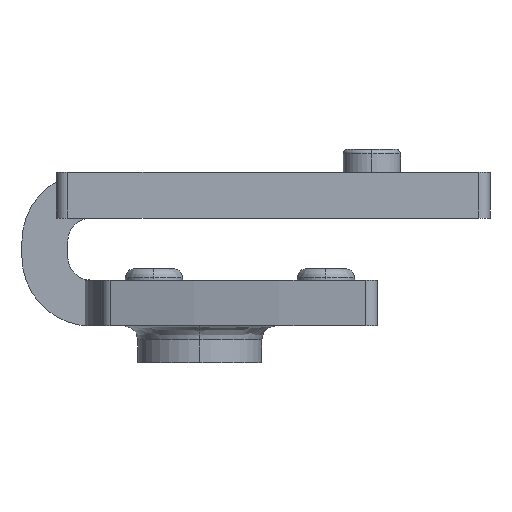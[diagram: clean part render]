
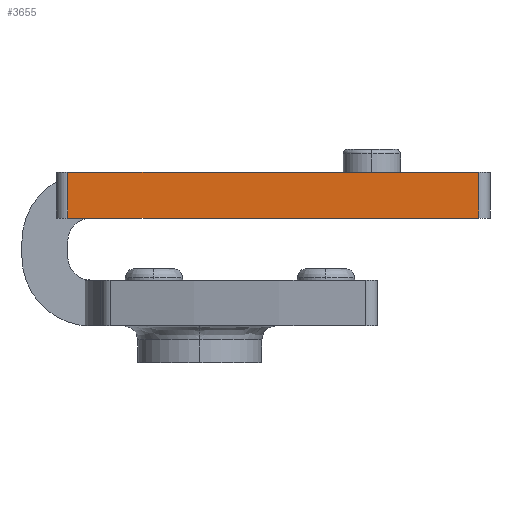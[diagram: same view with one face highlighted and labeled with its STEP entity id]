
A CAD part, left-side view. The second image highlights one B-rep face of the part: STEP entity #3655.
In plain terms, the highlighted planar face has unit normal (-1, 0, 0).
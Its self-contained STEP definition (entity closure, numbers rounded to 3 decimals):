
#36 = LINE ( 'NONE', #2903, #1087 ) ;
#127 = CARTESIAN_POINT ( 'NONE',  ( 2717.162, 358.456, 4.7 ) ) ;
#417 = ORIENTED_EDGE ( 'NONE', *, *, #421, .T. ) ;
#421 = EDGE_CURVE ( 'NONE', #2830, #4078, #4500, .T. ) ;
#456 = PLANE ( 'NONE',  #2474 ) ;
#470 = CARTESIAN_POINT ( 'NONE',  ( 2717.162, 340.556, 6.7 ) ) ;
#520 = ORIENTED_EDGE ( 'NONE', *, *, #3003, .F. ) ;
#772 = VECTOR ( 'NONE', #4554, 1000. ) ;
#814 = FACE_OUTER_BOUND ( 'NONE', #3525, .T. ) ;
#1062 = VERTEX_POINT ( 'NONE', #4212 ) ;
#1087 = VECTOR ( 'NONE', #4344, 1000. ) ;
#1268 = CARTESIAN_POINT ( 'NONE',  ( 2717.162, 340.556, 6.7 ) ) ;
#1359 = LINE ( 'NONE', #4627, #4376 ) ;
#1539 = EDGE_CURVE ( 'NONE', #1062, #4337, #36, .T. ) ;
#2336 = CARTESIAN_POINT ( 'NONE',  ( 2717.162, 358.456, 6.7 ) ) ;
#2474 = AXIS2_PLACEMENT_3D ( 'NONE', #2336, #2989, #3296 ) ;
#2699 = VECTOR ( 'NONE', #2715, 1000. ) ;
#2715 = DIRECTION ( 'NONE',  ( 0., 0., 1. ) ) ;
#2830 = VERTEX_POINT ( 'NONE', #2918 ) ;
#2871 = ORIENTED_EDGE ( 'NONE', *, *, #1539, .T. ) ;
#2903 = CARTESIAN_POINT ( 'NONE',  ( 2717.162, 358.456, 6.7 ) ) ;
#2918 = CARTESIAN_POINT ( 'NONE',  ( 2717.162, 340.556, 4.7 ) ) ;
#2989 = DIRECTION ( 'NONE',  ( -1., 0., 0. ) ) ;
#3003 = EDGE_CURVE ( 'NONE', #2830, #4337, #1359, .T. ) ;
#3137 = CARTESIAN_POINT ( 'NONE',  ( 2717.162, 358.456, 6.7 ) ) ;
#3296 = DIRECTION ( 'NONE',  ( 0., 0., 1. ) ) ;
#3473 = ORIENTED_EDGE ( 'NONE', *, *, #4612, .T. ) ;
#3496 = LINE ( 'NONE', #3137, #772 ) ;
#3525 = EDGE_LOOP ( 'NONE', ( #520, #417, #3473, #2871 ) ) ;
#3655 = ADVANCED_FACE ( 'NONE', ( #814 ), #456, .T. ) ;
#3838 = DIRECTION ( 'NONE',  ( 0., 1., 0. ) ) ;
#4078 = VERTEX_POINT ( 'NONE', #470 ) ;
#4212 = CARTESIAN_POINT ( 'NONE',  ( 2717.162, 358.456, 6.7 ) ) ;
#4337 = VERTEX_POINT ( 'NONE', #127 ) ;
#4344 = DIRECTION ( 'NONE',  ( 0., 0., -1. ) ) ;
#4376 = VECTOR ( 'NONE', #3838, 1000. ) ;
#4500 = LINE ( 'NONE', #1268, #2699 ) ;
#4554 = DIRECTION ( 'NONE',  ( 0., 1., 0. ) ) ;
#4612 = EDGE_CURVE ( 'NONE', #4078, #1062, #3496, .T. ) ;
#4627 = CARTESIAN_POINT ( 'NONE',  ( 2717.162, 720.761, 4.7 ) ) ;
